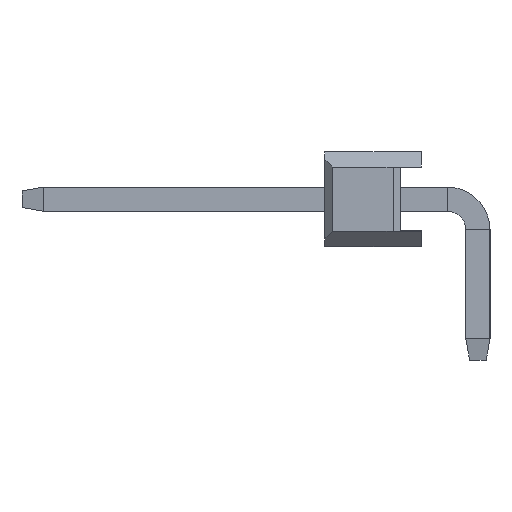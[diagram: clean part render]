
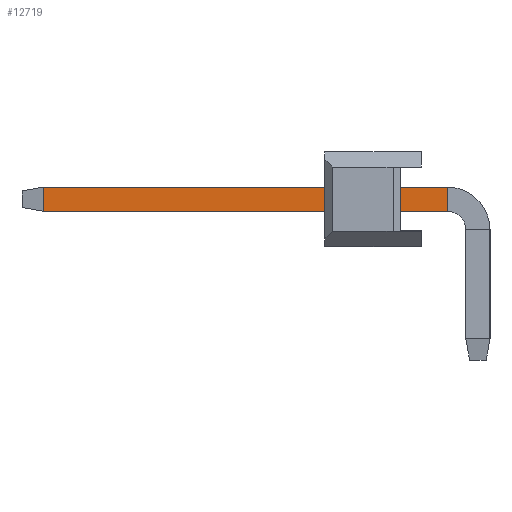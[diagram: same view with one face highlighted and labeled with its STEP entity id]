
A CAD part, left-side view. The second image highlights one B-rep face of the part: STEP entity #12719.
In plain terms, the highlighted planar face has unit normal (-1, 0, 0).
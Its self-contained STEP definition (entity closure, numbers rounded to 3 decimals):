
#490 = EDGE_LOOP ( 'NONE', ( #1815, #2389, #11812, #13300 ) ) ;
#633 = DIRECTION ( 'NONE',  ( 0., 0., 1. ) ) ;
#942 = DIRECTION ( 'NONE',  ( 1., 0., 0. ) ) ;
#1158 = EDGE_CURVE ( 'NONE', #12391, #1925, #2433, .T. ) ;
#1371 = EDGE_CURVE ( 'NONE', #12391, #6086, #14698, .T. ) ;
#1815 = ORIENTED_EDGE ( 'NONE', *, *, #1158, .F. ) ;
#1925 = VERTEX_POINT ( 'NONE', #9391 ) ;
#2086 = FACE_OUTER_BOUND ( 'NONE', #490, .T. ) ;
#2389 = ORIENTED_EDGE ( 'NONE', *, *, #1371, .T. ) ;
#2433 = LINE ( 'NONE', #7039, #2820 ) ;
#2635 = CARTESIAN_POINT ( 'NONE',  ( -25.72, -0.7, -0.32 ) ) ;
#2820 = VECTOR ( 'NONE', #11625, 1000. ) ;
#3745 = LINE ( 'NONE', #8350, #5861 ) ;
#4454 = CARTESIAN_POINT ( 'NONE',  ( -25.72, 9.973, -0.32 ) ) ;
#5575 = DIRECTION ( 'NONE',  ( 0., 0., -1. ) ) ;
#5861 = VECTOR ( 'NONE', #12904, 1000. ) ;
#6049 = VECTOR ( 'NONE', #633, 1000. ) ;
#6086 = VERTEX_POINT ( 'NONE', #6819 ) ;
#6192 = VERTEX_POINT ( 'NONE', #2635 ) ;
#6396 = LINE ( 'NONE', #10995, #6049 ) ;
#6694 = PLANE ( 'NONE',  #8025 ) ;
#6819 = CARTESIAN_POINT ( 'NONE',  ( -25.72, 9.973, -0.32 ) ) ;
#7039 = CARTESIAN_POINT ( 'NONE',  ( -25.72, 10.54, 0.32 ) ) ;
#7893 = VECTOR ( 'NONE', #9047, 1000. ) ;
#8025 = AXIS2_PLACEMENT_3D ( 'NONE', #11283, #942, #5575 ) ;
#8350 = CARTESIAN_POINT ( 'NONE',  ( -25.72, 10.54, -0.32 ) ) ;
#9047 = DIRECTION ( 'NONE',  ( 0., 0., -1. ) ) ;
#9197 = CARTESIAN_POINT ( 'NONE',  ( -25.72, 9.973, 0.32 ) ) ;
#9391 = CARTESIAN_POINT ( 'NONE',  ( -25.72, -0.7, 0.32 ) ) ;
#10995 = CARTESIAN_POINT ( 'NONE',  ( -25.72, -0.7, 0.32 ) ) ;
#11283 = CARTESIAN_POINT ( 'NONE',  ( -25.72, 10.54, 0.32 ) ) ;
#11625 = DIRECTION ( 'NONE',  ( 0., -1., 0. ) ) ;
#11812 = ORIENTED_EDGE ( 'NONE', *, *, #12885, .T. ) ;
#12391 = VERTEX_POINT ( 'NONE', #9197 ) ;
#12633 = EDGE_CURVE ( 'NONE', #6192, #1925, #6396, .T. ) ;
#12719 = ADVANCED_FACE ( 'NONE', ( #2086 ), #6694, .F. ) ;
#12885 = EDGE_CURVE ( 'NONE', #6086, #6192, #3745, .T. ) ;
#12904 = DIRECTION ( 'NONE',  ( 0., -1., 0. ) ) ;
#13300 = ORIENTED_EDGE ( 'NONE', *, *, #12633, .T. ) ;
#14698 = LINE ( 'NONE', #4454, #7893 ) ;
